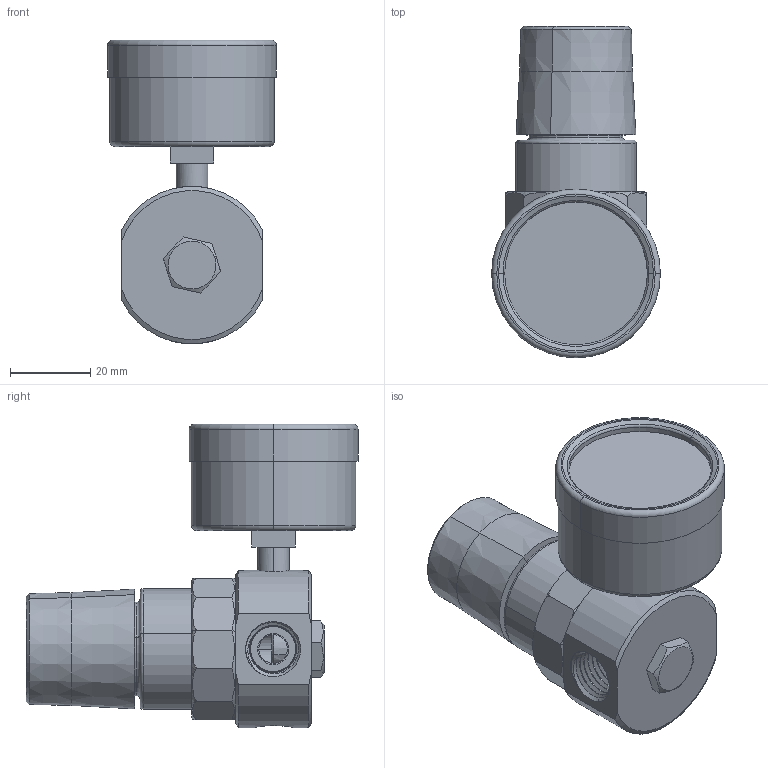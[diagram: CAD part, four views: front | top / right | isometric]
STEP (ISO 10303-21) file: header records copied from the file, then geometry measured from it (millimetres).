
FILE_DESCRIPTION (( 'STEP AP203' ), '1' );
FILE_NAME ('6763K822.step', '2015-08-03T19:19:03', ( 'Admin' ), ( 'McMaster-Carr Supply Co' ), 'SwSTEP 2.0', 'SolidWorks 2010', '' );
FILE_SCHEMA (( 'CONFIG_CONTROL_DESIGN' ));
Length unit declared in the file: inch
Products named in the file (1): 6763K822
Bounding box: 42.04 x 82.71 x 75.64 mm (x, y, z)
Volume: 71585 mm3; surface area: 30527.1 mm2
Topology: 4 solids, 4 shells, 633 faces, 1709 edges, 1103 vertices
Faces by surface type: plane 309, cone 167, cylinder 101, torus 30, bspline 26
Entity records: 35960 total; most frequent: CARTESIAN_POINT 20759, ORIENTED_EDGE 3410, DIRECTION 2785, EDGE_CURVE 1705, VERTEX_POINT 1103, AXIS2_PLACEMENT_3D 967, VECTOR 851, LINE 851
